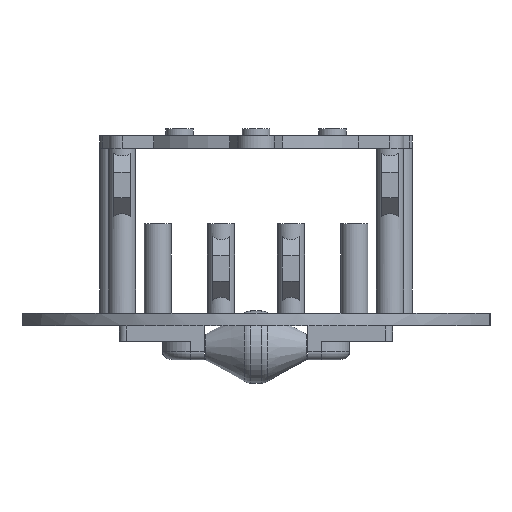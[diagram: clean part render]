
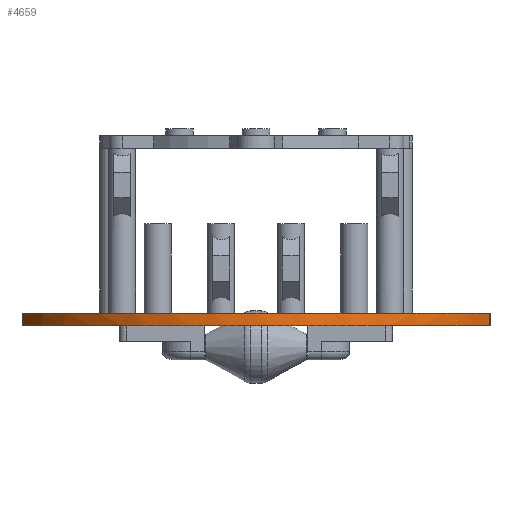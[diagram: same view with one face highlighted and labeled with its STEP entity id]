
A CAD part, front view. The second image highlights one B-rep face of the part: STEP entity #4659.
In plain terms, the highlighted cylindrical face has radius 60 mm (diameter 120 mm), a partial arc.
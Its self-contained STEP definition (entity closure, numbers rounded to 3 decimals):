
#524=LINE('',#7650,#899);
#525=LINE('',#7655,#900);
#899=VECTOR('',#6110,10.);
#900=VECTOR('',#6115,10.);
#1167=CYLINDRICAL_SURFACE('',#5156,60.);
#1351=FACE_OUTER_BOUND('',#1647,.T.);
#1647=EDGE_LOOP('',(#3848,#3849,#3850,#3851,#3852,#3853));
#1916=CIRCLE('',#4986,60.);
#1919=CIRCLE('',#4989,60.);
#1922=CIRCLE('',#4992,60.);
#2006=CIRCLE('',#5157,60.);
#2201=VERTEX_POINT('',#7274);
#2202=VERTEX_POINT('',#7276);
#2204=VERTEX_POINT('',#7281);
#2206=VERTEX_POINT('',#7286);
#2314=VERTEX_POINT('',#7648);
#2315=VERTEX_POINT('',#7652);
#2675=EDGE_CURVE('',#2201,#2202,#1916,.T.);
#2678=EDGE_CURVE('',#2202,#2204,#1919,.T.);
#2681=EDGE_CURVE('',#2204,#2206,#1922,.T.);
#2852=EDGE_CURVE('',#2314,#2206,#524,.T.);
#2854=EDGE_CURVE('',#2315,#2201,#525,.T.);
#2895=EDGE_CURVE('',#2314,#2315,#2006,.T.);
#3848=ORIENTED_EDGE('',*,*,#2895,.F.);
#3849=ORIENTED_EDGE('',*,*,#2852,.T.);
#3850=ORIENTED_EDGE('',*,*,#2681,.F.);
#3851=ORIENTED_EDGE('',*,*,#2678,.F.);
#3852=ORIENTED_EDGE('',*,*,#2675,.F.);
#3853=ORIENTED_EDGE('',*,*,#2854,.F.);
#4659=ADVANCED_FACE('',(#1351),#1167,.T.);
#4986=AXIS2_PLACEMENT_3D('',#7277,#5739,#5740);
#4989=AXIS2_PLACEMENT_3D('',#7282,#5745,#5746);
#4992=AXIS2_PLACEMENT_3D('',#7287,#5751,#5752);
#5156=AXIS2_PLACEMENT_3D('',#7735,#6207,#6208);
#5157=AXIS2_PLACEMENT_3D('',#7736,#6209,#6210);
#5739=DIRECTION('center_axis',(0.,0.,-1.));
#5740=DIRECTION('ref_axis',(-0.917,-0.398,0.));
#5745=DIRECTION('center_axis',(0.,0.,-1.));
#5746=DIRECTION('ref_axis',(-0.917,-0.398,0.));
#5751=DIRECTION('center_axis',(0.,0.,-1.));
#5752=DIRECTION('ref_axis',(-0.917,-0.398,0.));
#6110=DIRECTION('',(0.,0.,-1.));
#6115=DIRECTION('',(0.,0.,-1.));
#6207=DIRECTION('center_axis',(0.,0.,-1.));
#6208=DIRECTION('ref_axis',(0.527,-0.85,0.));
#6209=DIRECTION('center_axis',(0.,0.,1.));
#6210=DIRECTION('ref_axis',(-0.917,-0.398,0.));
#7274=CARTESIAN_POINT('',(55.035,-23.898,13.5));
#7276=CARTESIAN_POINT('',(31.591,-51.01,13.5));
#7277=CARTESIAN_POINT('Origin',(0.,0.,13.5));
#7281=CARTESIAN_POINT('',(-31.591,-51.01,13.5));
#7282=CARTESIAN_POINT('Origin',(0.,0.,13.5));
#7286=CARTESIAN_POINT('',(-55.035,-23.898,13.5));
#7287=CARTESIAN_POINT('Origin',(0.,0.,13.5));
#7648=CARTESIAN_POINT('',(-55.035,-23.898,16.5));
#7650=CARTESIAN_POINT('',(-55.035,-23.898,16.5));
#7652=CARTESIAN_POINT('',(55.035,-23.898,16.5));
#7655=CARTESIAN_POINT('',(55.035,-23.898,16.5));
#7735=CARTESIAN_POINT('Origin',(0.,0.,16.5));
#7736=CARTESIAN_POINT('Origin',(0.,0.,16.5));
